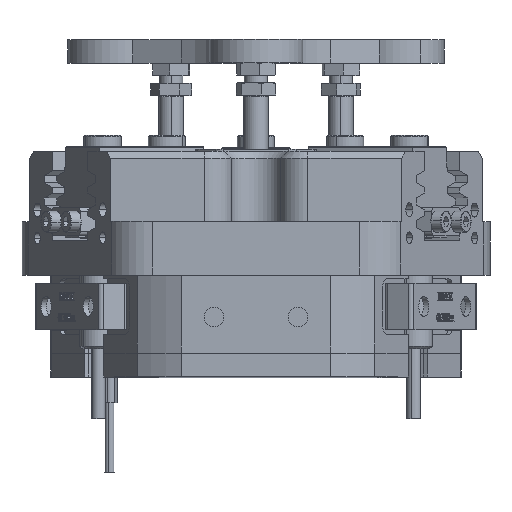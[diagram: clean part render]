
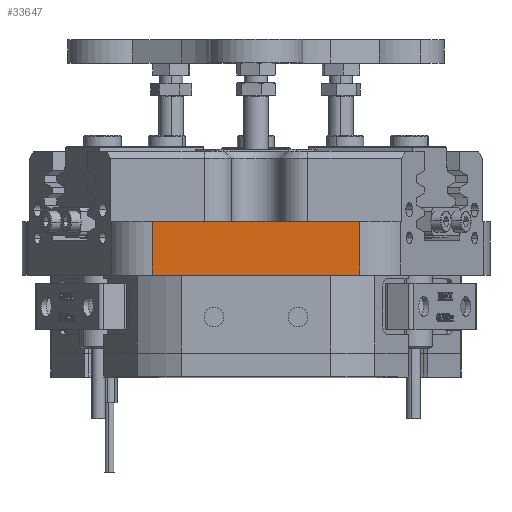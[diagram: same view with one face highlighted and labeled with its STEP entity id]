
A CAD part, top view. The second image highlights one B-rep face of the part: STEP entity #33647.
In plain terms, the highlighted planar face has unit normal (0, 0, 1).
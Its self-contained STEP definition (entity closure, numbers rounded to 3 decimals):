
#1423 = DIRECTION ( 'NONE',  ( 0., 0., 1. ) ) ;
#3132 = DIRECTION ( 'NONE',  ( -1., 0., 0. ) ) ;
#3460 = CARTESIAN_POINT ( 'NONE',  ( -22.228, 28.2, 43.5 ) ) ;
#3685 = EDGE_CURVE ( 'NONE', #15157, #39593, #27619, .T. ) ;
#3988 = DIRECTION ( 'NONE',  ( 0., -1., 0. ) ) ;
#15157 = VERTEX_POINT ( 'NONE', #25899 ) ;
#15234 = CARTESIAN_POINT ( 'NONE',  ( 75.344, -329.685, 43.5 ) ) ;
#15724 = CARTESIAN_POINT ( 'NONE',  ( 75.344, 16.7, 43.5 ) ) ;
#16361 = CARTESIAN_POINT ( 'NONE',  ( 22.228, -329.685, 43.5 ) ) ;
#17078 = LINE ( 'NONE', #22198, #32628 ) ;
#22198 = CARTESIAN_POINT ( 'NONE',  ( -22.228, -329.685, 43.5 ) ) ;
#25701 = EDGE_CURVE ( 'NONE', #38470, #42835, #17078, .T. ) ;
#25899 = CARTESIAN_POINT ( 'NONE',  ( 22.228, 16.7, 43.5 ) ) ;
#27619 = LINE ( 'NONE', #16361, #60215 ) ;
#27932 = CARTESIAN_POINT ( 'NONE',  ( 22.228, 28.2, 43.5 ) ) ;
#28136 = EDGE_LOOP ( 'NONE', ( #58058, #30889, #51197, #39446 ) ) ;
#29830 = DIRECTION ( 'NONE',  ( -1., 0., 0. ) ) ;
#30889 = ORIENTED_EDGE ( 'NONE', *, *, #25701, .T. ) ;
#32628 = VECTOR ( 'NONE', #3988, 1000. ) ;
#33039 = VECTOR ( 'NONE', #3132, 1000. ) ;
#33647 = ADVANCED_FACE ( 'NONE', ( #46514 ), #58077, .T. ) ;
#38470 = VERTEX_POINT ( 'NONE', #3460 ) ;
#39389 = EDGE_CURVE ( 'NONE', #15157, #42835, #49287, .T. ) ;
#39446 = ORIENTED_EDGE ( 'NONE', *, *, #3685, .T. ) ;
#39538 = DIRECTION ( 'NONE',  ( 0., 1., 0. ) ) ;
#39593 = VERTEX_POINT ( 'NONE', #27932 ) ;
#42835 = VERTEX_POINT ( 'NONE', #57969 ) ;
#46514 = FACE_OUTER_BOUND ( 'NONE', #28136, .T. ) ;
#48363 = DIRECTION ( 'NONE',  ( 1., 0., 0. ) ) ;
#49287 = LINE ( 'NONE', #15724, #58198 ) ;
#51197 = ORIENTED_EDGE ( 'NONE', *, *, #39389, .F. ) ;
#51272 = AXIS2_PLACEMENT_3D ( 'NONE', #15234, #1423, #48363 ) ;
#57969 = CARTESIAN_POINT ( 'NONE',  ( -22.228, 16.7, 43.5 ) ) ;
#58058 = ORIENTED_EDGE ( 'NONE', *, *, #58086, .T. ) ;
#58077 = PLANE ( 'NONE',  #51272 ) ;
#58086 = EDGE_CURVE ( 'NONE', #39593, #38470, #59734, .T. ) ;
#58198 = VECTOR ( 'NONE', #29830, 1000. ) ;
#59734 = LINE ( 'NONE', #59835, #33039 ) ;
#59835 = CARTESIAN_POINT ( 'NONE',  ( 75.344, 28.2, 43.5 ) ) ;
#60215 = VECTOR ( 'NONE', #39538, 1000. ) ;
